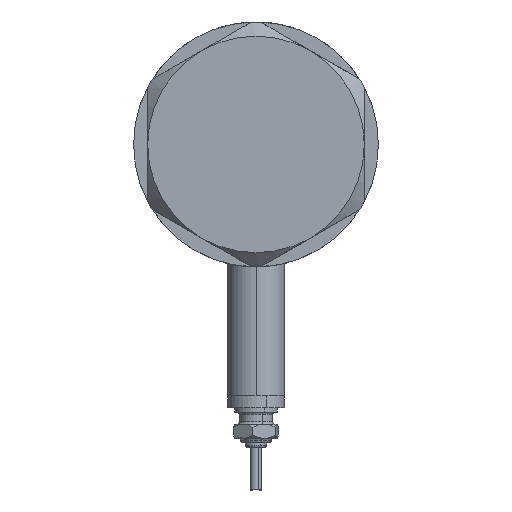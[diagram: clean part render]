
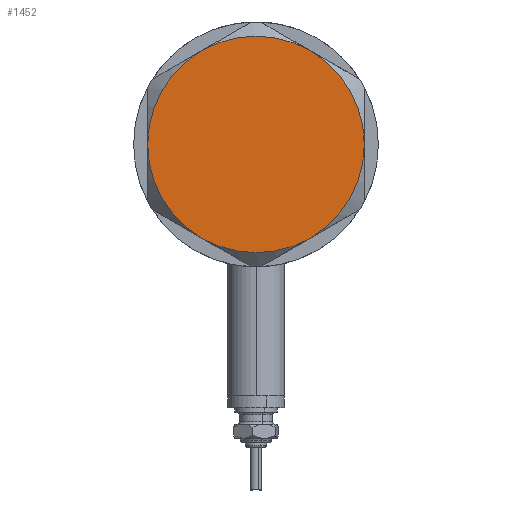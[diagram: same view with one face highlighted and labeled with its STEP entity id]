
A CAD part, left-side view. The second image highlights one B-rep face of the part: STEP entity #1452.
In plain terms, the highlighted face is planar.
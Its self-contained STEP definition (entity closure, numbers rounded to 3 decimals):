
#75 = DIRECTION ( 'NONE',  ( 0., 0., 1. ) ) ;
#194 = DIRECTION ( 'NONE',  ( 1., 0., 0. ) ) ;
#335 = DIRECTION ( 'NONE',  ( 1., 0., 0. ) ) ;
#341 = DIRECTION ( 'NONE',  ( 1., 0., 0. ) ) ;
#383 = DIRECTION ( 'NONE',  ( 1., 0., 0. ) ) ;
#387 = AXIS2_PLACEMENT_3D ( 'NONE', #1939, #909, #335 ) ;
#655 = AXIS2_PLACEMENT_3D ( 'NONE', #4974, #75, #3946 ) ;
#684 = DIRECTION ( 'NONE',  ( 0., 0., 1. ) ) ;
#709 = DIRECTION ( 'NONE',  ( 1., 0., 0. ) ) ;
#909 = DIRECTION ( 'NONE',  ( 0., 0., 1. ) ) ;
#920 = VERTEX_POINT ( 'NONE', #3772 ) ;
#930 = EDGE_CURVE ( 'NONE', #1507, #1254, #6280, .T. ) ;
#1033 = EDGE_CURVE ( 'NONE', #1254, #5558, #1159, .T. ) ;
#1159 = CIRCLE ( 'NONE', #4541, 23. ) ;
#1254 = VERTEX_POINT ( 'NONE', #6075 ) ;
#1272 = EDGE_LOOP ( 'NONE', ( #2180, #3870, #4882, #2696, #2681, #5135 ) ) ;
#1435 = PLANE ( 'NONE',  #1883 ) ;
#1452 = ADVANCED_FACE ( 'NONE', ( #5817 ), #1435, .T. ) ;
#1507 = VERTEX_POINT ( 'NONE', #3958 ) ;
#1692 = EDGE_CURVE ( 'NONE', #5558, #2831, #4545, .T. ) ;
#1799 = CARTESIAN_POINT ( 'NONE',  ( 0., 0., 9. ) ) ;
#1883 = AXIS2_PLACEMENT_3D ( 'NONE', #3387, #2907, #341 ) ;
#1939 = CARTESIAN_POINT ( 'NONE',  ( 0., 0., 9. ) ) ;
#2108 = DIRECTION ( 'NONE',  ( 0., 0., 1. ) ) ;
#2114 = EDGE_CURVE ( 'NONE', #2286, #1507, #3426, .T. ) ;
#2180 = ORIENTED_EDGE ( 'NONE', *, *, #1692, .T. ) ;
#2220 = DIRECTION ( 'NONE',  ( 0., 0., 1. ) ) ;
#2286 = VERTEX_POINT ( 'NONE', #5107 ) ;
#2373 = DIRECTION ( 'NONE',  ( 0., 0., 1. ) ) ;
#2420 = AXIS2_PLACEMENT_3D ( 'NONE', #1799, #2108, #194 ) ;
#2592 = EDGE_CURVE ( 'NONE', #2831, #920, #4251, .T. ) ;
#2681 = ORIENTED_EDGE ( 'NONE', *, *, #930, .T. ) ;
#2696 = ORIENTED_EDGE ( 'NONE', *, *, #2114, .T. ) ;
#2831 = VERTEX_POINT ( 'NONE', #3407 ) ;
#2907 = DIRECTION ( 'NONE',  ( 0., 0., 1. ) ) ;
#3387 = CARTESIAN_POINT ( 'NONE',  ( 0., 0., 9. ) ) ;
#3407 = CARTESIAN_POINT ( 'NONE',  ( 23., 0., 9. ) ) ;
#3426 = CIRCLE ( 'NONE', #655, 23. ) ;
#3567 = CIRCLE ( 'NONE', #387, 23. ) ;
#3772 = CARTESIAN_POINT ( 'NONE',  ( 11.5, 19.919, 9. ) ) ;
#3819 = AXIS2_PLACEMENT_3D ( 'NONE', #5105, #2220, #709 ) ;
#3870 = ORIENTED_EDGE ( 'NONE', *, *, #2592, .T. ) ;
#3946 = DIRECTION ( 'NONE',  ( 1., 0., 0. ) ) ;
#3958 = CARTESIAN_POINT ( 'NONE',  ( -23., 0., 9. ) ) ;
#4240 = AXIS2_PLACEMENT_3D ( 'NONE', #6100, #684, #5050 ) ;
#4251 = CIRCLE ( 'NONE', #2420, 23. ) ;
#4541 = AXIS2_PLACEMENT_3D ( 'NONE', #4905, #2373, #383 ) ;
#4545 = CIRCLE ( 'NONE', #4240, 23. ) ;
#4882 = ORIENTED_EDGE ( 'NONE', *, *, #6251, .T. ) ;
#4905 = CARTESIAN_POINT ( 'NONE',  ( 0., 0., 9. ) ) ;
#4974 = CARTESIAN_POINT ( 'NONE',  ( 0., 0., 9. ) ) ;
#5050 = DIRECTION ( 'NONE',  ( 1., 0., 0. ) ) ;
#5105 = CARTESIAN_POINT ( 'NONE',  ( 0., 0., 9. ) ) ;
#5107 = CARTESIAN_POINT ( 'NONE',  ( -11.5, 19.919, 9. ) ) ;
#5135 = ORIENTED_EDGE ( 'NONE', *, *, #1033, .T. ) ;
#5464 = CARTESIAN_POINT ( 'NONE',  ( 11.5, -19.919, 9. ) ) ;
#5558 = VERTEX_POINT ( 'NONE', #5464 ) ;
#5817 = FACE_OUTER_BOUND ( 'NONE', #1272, .T. ) ;
#6075 = CARTESIAN_POINT ( 'NONE',  ( -11.5, -19.919, 9. ) ) ;
#6100 = CARTESIAN_POINT ( 'NONE',  ( 0., 0., 9. ) ) ;
#6251 = EDGE_CURVE ( 'NONE', #920, #2286, #3567, .T. ) ;
#6280 = CIRCLE ( 'NONE', #3819, 23. ) ;
